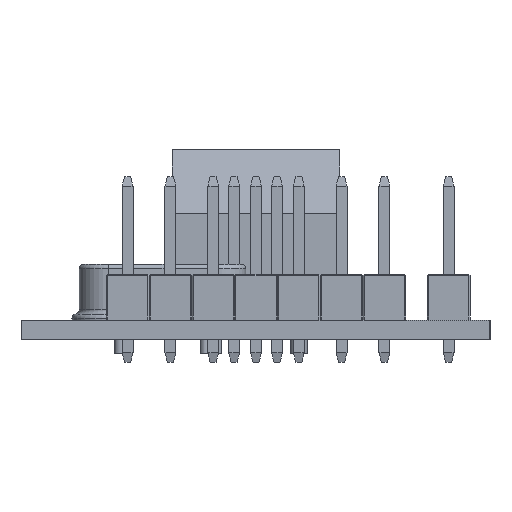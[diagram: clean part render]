
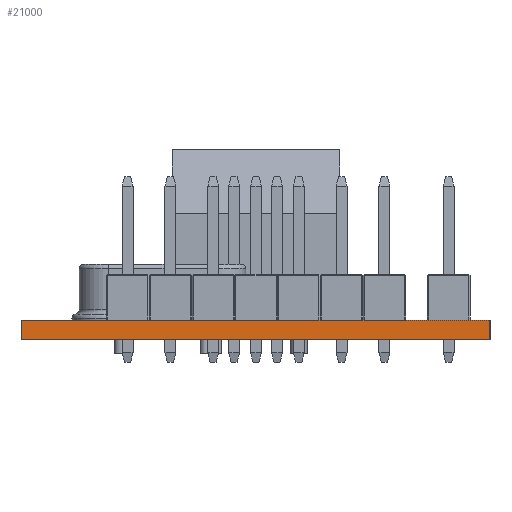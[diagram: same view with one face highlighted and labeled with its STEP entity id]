
A CAD part, left-side view. The second image highlights one B-rep face of the part: STEP entity #21000.
In plain terms, the highlighted planar face has unit normal (-1, 0, 0).
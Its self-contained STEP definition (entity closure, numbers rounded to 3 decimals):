
#626 = EDGE_CURVE ( 'NONE', #16330, #26144, #10084, .T. ) ;
#649 = CARTESIAN_POINT ( 'NONE',  ( -1.27, -6.27, 0. ) ) ;
#1417 = ORIENTED_EDGE ( 'NONE', *, *, #626, .T. ) ;
#1427 = DIRECTION ( 'NONE',  ( 0., -1., 0. ) ) ;
#2178 = EDGE_CURVE ( 'NONE', #26144, #16564, #16593, .T. ) ;
#2650 = DIRECTION ( 'NONE',  ( 0., 1., 0. ) ) ;
#2717 = VERTEX_POINT ( 'NONE', #9602 ) ;
#3250 = DIRECTION ( 'NONE',  ( 0., -1., 0. ) ) ;
#3689 = CARTESIAN_POINT ( 'NONE',  ( -1.27, 21.51, 1.15 ) ) ;
#4133 = ORIENTED_EDGE ( 'NONE', *, *, #9935, .F. ) ;
#5994 = CARTESIAN_POINT ( 'NONE',  ( -1.27, -6.27, 1.15 ) ) ;
#6448 = FACE_OUTER_BOUND ( 'NONE', #12938, .T. ) ;
#6748 = VECTOR ( 'NONE', #25099, 1000. ) ;
#7515 = DIRECTION ( 'NONE',  ( 0., 0., -1. ) ) ;
#7847 = LINE ( 'NONE', #5994, #6748 ) ;
#7977 = CARTESIAN_POINT ( 'NONE',  ( -1.27, 21.51, 0. ) ) ;
#9602 = CARTESIAN_POINT ( 'NONE',  ( -1.27, -6.27, 1.15 ) ) ;
#9675 = ORIENTED_EDGE ( 'NONE', *, *, #2178, .T. ) ;
#9935 = EDGE_CURVE ( 'NONE', #16330, #2717, #27481, .T. ) ;
#10084 = LINE ( 'NONE', #24905, #12407 ) ;
#12407 = VECTOR ( 'NONE', #7515, 1000. ) ;
#12938 = EDGE_LOOP ( 'NONE', ( #9675, #27569, #4133, #1417 ) ) ;
#15050 = PLANE ( 'NONE',  #22193 ) ;
#16082 = VECTOR ( 'NONE', #3250, 1000. ) ;
#16330 = VERTEX_POINT ( 'NONE', #16595 ) ;
#16564 = VERTEX_POINT ( 'NONE', #649 ) ;
#16593 = LINE ( 'NONE', #22505, #16082 ) ;
#16595 = CARTESIAN_POINT ( 'NONE',  ( -1.27, 21.51, 1.15 ) ) ;
#16824 = VECTOR ( 'NONE', #1427, 1000. ) ;
#19100 = EDGE_CURVE ( 'NONE', #2717, #16564, #7847, .T. ) ;
#20231 = DIRECTION ( 'NONE',  ( 1., 0., 0. ) ) ;
#21000 = ADVANCED_FACE ( 'NONE', ( #6448 ), #15050, .F. ) ;
#22193 = AXIS2_PLACEMENT_3D ( 'NONE', #24302, #20231, #2650 ) ;
#22505 = CARTESIAN_POINT ( 'NONE',  ( -1.27, 21.51, 0. ) ) ;
#24302 = CARTESIAN_POINT ( 'NONE',  ( -1.27, 21.51, 1.15 ) ) ;
#24905 = CARTESIAN_POINT ( 'NONE',  ( -1.27, 21.51, 1.15 ) ) ;
#25099 = DIRECTION ( 'NONE',  ( 0., 0., -1. ) ) ;
#26144 = VERTEX_POINT ( 'NONE', #7977 ) ;
#27481 = LINE ( 'NONE', #3689, #16824 ) ;
#27569 = ORIENTED_EDGE ( 'NONE', *, *, #19100, .F. ) ;
